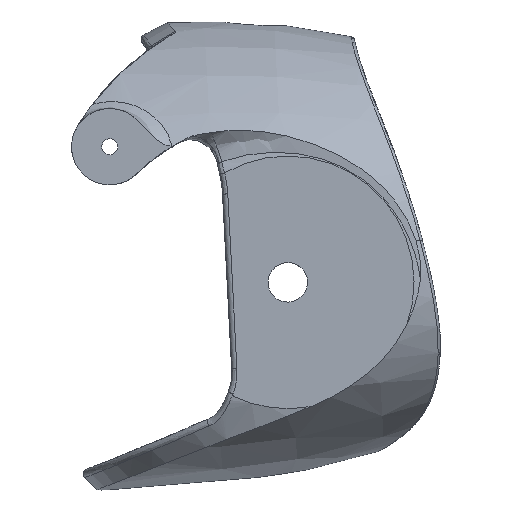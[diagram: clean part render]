
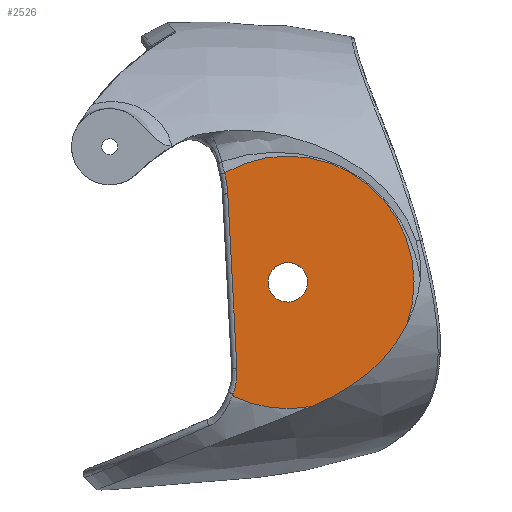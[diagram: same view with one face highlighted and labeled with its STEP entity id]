
A CAD part, front view. The second image highlights one B-rep face of the part: STEP entity #2526.
In plain terms, the highlighted planar face has unit normal (0, -1, 0).
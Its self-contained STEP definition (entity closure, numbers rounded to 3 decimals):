
#45=PLANE('',#2739);
#147=FACE_BOUND('',#635,.T.);
#196=B_SPLINE_CURVE_WITH_KNOTS('',3,(#4649,#4650,#4651,#4652,#4653,#4654,
#4655,#4656,#4657,#4658),.UNSPECIFIED.,.F.,.F.,(4,2,2,2,4),(0.654,
0.725,1.175,1.526,1.637),
 .UNSPECIFIED.);
#316=B_SPLINE_CURVE_WITH_KNOTS('',3,(#15656,#15657,#15658,#15659),
 .UNSPECIFIED.,.F.,.F.,(4,4),(-0.161,0.),
 .UNSPECIFIED.);
#317=B_SPLINE_CURVE_WITH_KNOTS('',3,(#15684,#15685,#15686,#15687),
 .UNSPECIFIED.,.F.,.F.,(4,4),(-0.202,0.),
 .UNSPECIFIED.);
#467=FACE_OUTER_BOUND('',#634,.T.);
#634=EDGE_LOOP('',(#2322,#2323,#2324,#2325,#2326,#2327,#2328));
#635=EDGE_LOOP('',(#2329));
#647=LINE('',#4234,#741);
#733=LINE('',#15631,#827);
#741=VECTOR('',#2798,10.);
#827=VECTOR('',#3212,10.);
#830=CIRCLE('',#2554,1.5);
#845=CIRCLE('',#2573,9.595);
#936=CIRCLE('',#2726,9.595);
#951=VERTEX_POINT('',#3273);
#990=VERTEX_POINT('',#4224);
#991=VERTEX_POINT('',#4231);
#992=VERTEX_POINT('',#4233);
#1002=VERTEX_POINT('',#4644);
#1166=VERTEX_POINT('',#10437);
#1186=VERTEX_POINT('',#15627);
#1187=VERTEX_POINT('',#15629);
#1193=EDGE_CURVE('',#951,#951,#830,.T.);
#1248=EDGE_CURVE('',#991,#990,#845,.T.);
#1249=EDGE_CURVE('',#992,#991,#647,.T.);
#1261=EDGE_CURVE('',#1002,#990,#196,.T.);
#1544=EDGE_CURVE('',#1002,#1166,#936,.T.);
#1566=EDGE_CURVE('',#1187,#1186,#733,.T.);
#1567=EDGE_CURVE('',#1186,#1166,#316,.T.);
#1568=EDGE_CURVE('',#992,#1187,#317,.T.);
#2322=ORIENTED_EDGE('',*,*,#1567,.F.);
#2323=ORIENTED_EDGE('',*,*,#1566,.F.);
#2324=ORIENTED_EDGE('',*,*,#1568,.F.);
#2325=ORIENTED_EDGE('',*,*,#1249,.T.);
#2326=ORIENTED_EDGE('',*,*,#1248,.T.);
#2327=ORIENTED_EDGE('',*,*,#1261,.F.);
#2328=ORIENTED_EDGE('',*,*,#1544,.T.);
#2329=ORIENTED_EDGE('',*,*,#1193,.T.);
#2526=ADVANCED_FACE('',(#467,#147),#45,.F.);
#2554=AXIS2_PLACEMENT_3D('',#3274,#2752,#2753);
#2573=AXIS2_PLACEMENT_3D('',#4232,#2796,#2797);
#2726=AXIS2_PLACEMENT_3D('',#11002,#3187,#3188);
#2739=AXIS2_PLACEMENT_3D('',#15961,#3215,#3216);
#2752=DIRECTION('center_axis',(0.,1.,0.));
#2753=DIRECTION('ref_axis',(-0.052,0.,0.999));
#2796=DIRECTION('center_axis',(0.,-1.,0.));
#2797=DIRECTION('ref_axis',(1.,0.,0.));
#2798=DIRECTION('',(0.052,0.,-0.999));
#3187=DIRECTION('center_axis',(0.,-1.,0.));
#3188=DIRECTION('ref_axis',(1.,0.,0.));
#3212=DIRECTION('',(-0.052,0.,0.999));
#3215=DIRECTION('center_axis',(0.,1.,0.));
#3216=DIRECTION('ref_axis',(0.,0.,1.));
#3273=CARTESIAN_POINT('',(97.479,-136.,5.902));
#3274=CARTESIAN_POINT('Origin',(97.4,-136.,7.4));
#4224=CARTESIAN_POINT('',(99.175,-136.,-2.029));
#4231=CARTESIAN_POINT('',(93.247,-136.,-1.249));
#4232=CARTESIAN_POINT('Origin',(97.4,-136.,7.4));
#4233=CARTESIAN_POINT('',(93.239,-136.,-1.092));
#4234=CARTESIAN_POINT('',(92.831,-136.,6.681));
#4644=CARTESIAN_POINT('',(106.45,-136.,4.212));
#4649=CARTESIAN_POINT('Ctrl Pts',(106.45,-136.,4.212));
#4650=CARTESIAN_POINT('Ctrl Pts',(106.348,-136.,4.001));
#4651=CARTESIAN_POINT('Ctrl Pts',(106.239,-136.,3.793));
#4652=CARTESIAN_POINT('Ctrl Pts',(105.374,-136.,2.284));
#4653=CARTESIAN_POINT('Ctrl Pts',(104.343,-136.,1.168));
#4654=CARTESIAN_POINT('Ctrl Pts',(102.233,-136.,-0.485));
#4655=CARTESIAN_POINT('Ctrl Pts',(101.213,-136.,-1.096));
#4656=CARTESIAN_POINT('Ctrl Pts',(99.818,-136.,-1.759));
#4657=CARTESIAN_POINT('Ctrl Pts',(99.491,-136.,-1.901));
#4658=CARTESIAN_POINT('Ctrl Pts',(99.175,-136.,-2.029));
#10437=CARTESIAN_POINT('',(92.608,-136.,15.712));
#11002=CARTESIAN_POINT('Origin',(97.4,-136.,7.4));
#15627=CARTESIAN_POINT('',(92.842,-136.,14.118));
#15629=CARTESIAN_POINT('',(93.535,-136.,0.89));
#15631=CARTESIAN_POINT('',(93.231,-136.,6.702));
#15656=CARTESIAN_POINT('Ctrl Pts',(92.842,-136.,14.118));
#15657=CARTESIAN_POINT('Ctrl Pts',(92.814,-136.,14.655));
#15658=CARTESIAN_POINT('Ctrl Pts',(92.743,-136.,15.191));
#15659=CARTESIAN_POINT('Ctrl Pts',(92.608,-136.,15.712));
#15684=CARTESIAN_POINT('Ctrl Pts',(93.239,-136.,-1.092));
#15685=CARTESIAN_POINT('Ctrl Pts',(93.498,-136.,-0.47));
#15686=CARTESIAN_POINT('Ctrl Pts',(93.571,-136.,0.217));
#15687=CARTESIAN_POINT('Ctrl Pts',(93.535,-136.,0.89));
#15961=CARTESIAN_POINT('Origin',(87.842,-136.,8.236));
